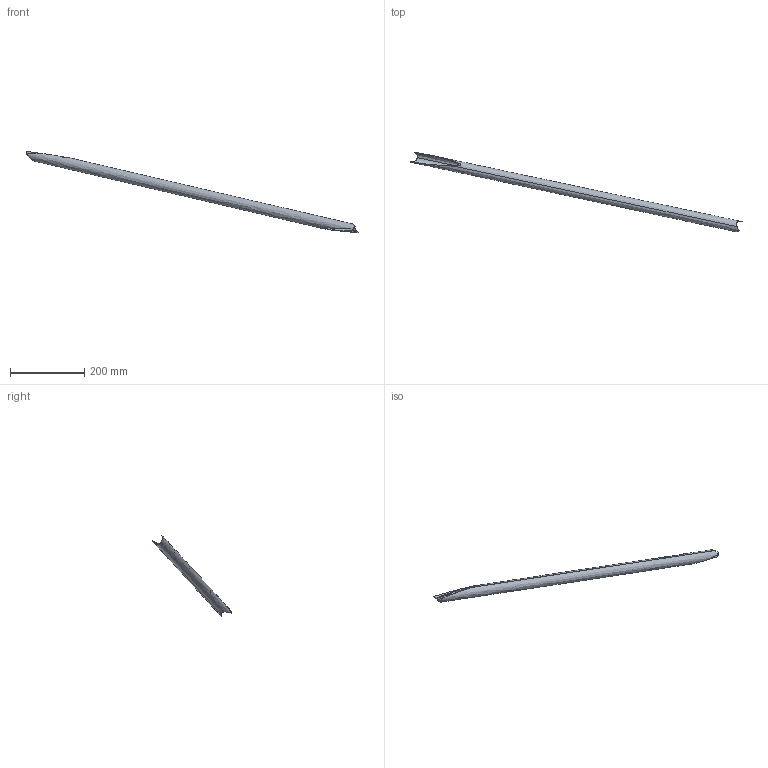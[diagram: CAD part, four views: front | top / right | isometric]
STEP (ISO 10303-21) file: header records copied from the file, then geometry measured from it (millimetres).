
FILE_DESCRIPTION(('CATIA V5 STEP Exchange'),'2;1');
FILE_NAME('25.stp','2017-12-23T18:18:13+00:00',('none'),('none'),'CATIA Version 5 Release 19 SP 2 (IN-10)','CATIA V5 STEP AP203','none');
FILE_SCHEMA(('CONFIG_CONTROL_DESIGN'));
Length unit declared in the file: millimetre
Products named in the file (1): Shape_906
Bounding box: 892.81 x 214.33 x 218.63 mm (x, y, z)
Volume: 113639 mm3; surface area: 152526.3 mm2
Topology: 1 solids, 1 shells, 14 faces, 44 edges, 30 vertices
Faces by surface type: cylinder 7, bspline 4, extrusion 3
Entity records: 1038 total; most frequent: CARTESIAN_POINT 708, ORIENTED_EDGE 88, EDGE_CURVE 44, B_SPLINE_CURVE_WITH_KNOTS 37, VERTEX_POINT 30, DIRECTION 16, ADVANCED_FACE 14, EDGE_LOOP 14
